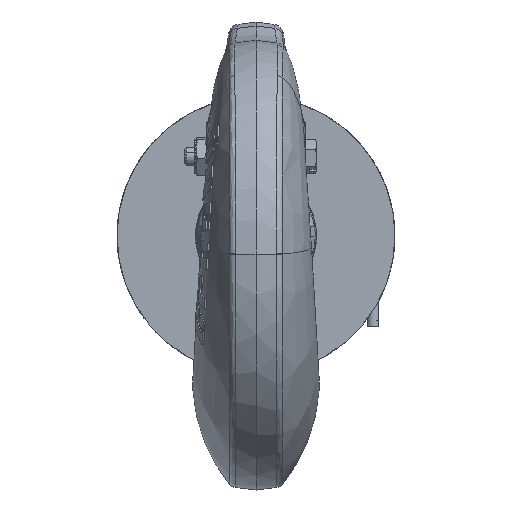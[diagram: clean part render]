
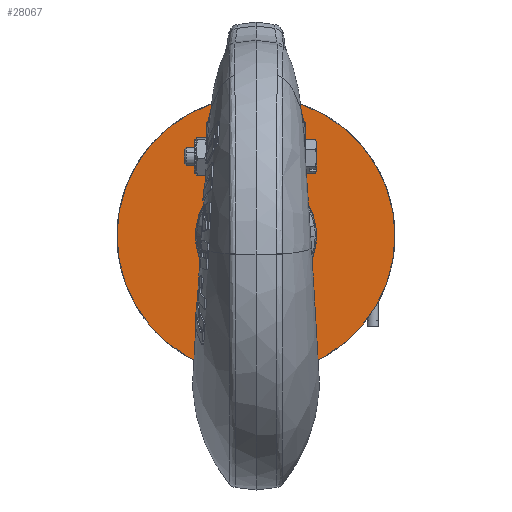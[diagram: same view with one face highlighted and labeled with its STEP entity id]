
A CAD part, front view. The second image highlights one B-rep face of the part: STEP entity #28067.
In plain terms, the highlighted planar face has unit normal (0, -1, 0).
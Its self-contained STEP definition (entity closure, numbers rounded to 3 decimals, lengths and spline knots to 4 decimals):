
#1110=CARTESIAN_POINT('',(0.,-5.339,0.));
#1111=DIRECTION('',(0.,1.,0.));
#1112=DIRECTION('',(-1.,0.,0.));
#1113=AXIS2_PLACEMENT_3D('',#1110,#1111,#1112);
#1115=CARTESIAN_POINT('',(0.,-5.339,0.));
#1116=DIRECTION('',(0.,1.,0.));
#1117=DIRECTION('',(1.,0.,0.));
#1118=AXIS2_PLACEMENT_3D('',#1115,#1116,#1117);
#1120=CARTESIAN_POINT('',(0.,-5.339,0.));
#1121=DIRECTION('',(0.,-1.,0.));
#1122=DIRECTION('',(-1.,0.,0.));
#1123=AXIS2_PLACEMENT_3D('',#1120,#1121,#1122);
#1133=CARTESIAN_POINT('',(0.,-5.339,0.));
#1134=DIRECTION('',(0.,1.,0.));
#1135=DIRECTION('',(-1.,0.,0.));
#1136=AXIS2_PLACEMENT_3D('',#1133,#1134,#1135);
#25374=CARTESIAN_POINT('',(-1.4375,-5.339,0.));
#25376=VERTEX_POINT('',#25374);
#25378=CARTESIAN_POINT('',(1.4375,-5.339,0.));
#25380=VERTEX_POINT('',#25378);
#25406=CARTESIAN_POINT('',(-0.6275,-5.339,0.));
#25407=CARTESIAN_POINT('',(0.6275,-5.339,0.));
#25408=VERTEX_POINT('',#25406);
#25409=VERTEX_POINT('',#25407);
#28051=CARTESIAN_POINT('',(0.,-5.339,0.));
#28052=DIRECTION('',(0.,-1.,0.));
#28053=DIRECTION('',(1.,0.,0.));
#28054=AXIS2_PLACEMENT_3D('',#28051,#28052,#28053);
#28055=PLANE('',#28054);
#28057=ORIENTED_EDGE('',*,*,#28056,.F.);
#28059=ORIENTED_EDGE('',*,*,#28058,.T.);
#28060=EDGE_LOOP('',(#28057,#28059));
#28061=FACE_OUTER_BOUND('',#28060,.F.);
#28062=ORIENTED_EDGE('',*,*,#28041,.F.);
#28064=ORIENTED_EDGE('',*,*,#28063,.F.);
#28065=EDGE_LOOP('',(#28062,#28064));
#28066=FACE_BOUND('',#28065,.F.);
#28067=ADVANCED_FACE('',(#28061,#28066),#28055,.T.);
#1114=CIRCLE('',#1113,0.6275);
#1119=CIRCLE('',#1118,0.6275);
#1124=CIRCLE('',#1123,1.4375);
#1137=CIRCLE('',#1136,1.4375);
#28041=EDGE_CURVE('',#25408,#25409,#1114,.T.);
#28056=EDGE_CURVE('',#25376,#25380,#1124,.T.);
#28058=EDGE_CURVE('',#25376,#25380,#1137,.T.);
#28063=EDGE_CURVE('',#25409,#25408,#1119,.T.);
